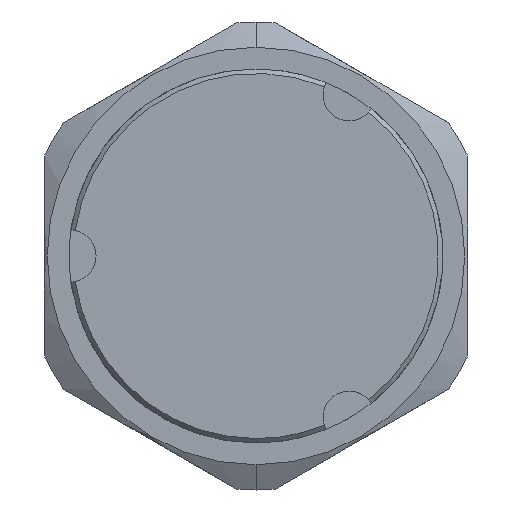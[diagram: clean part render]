
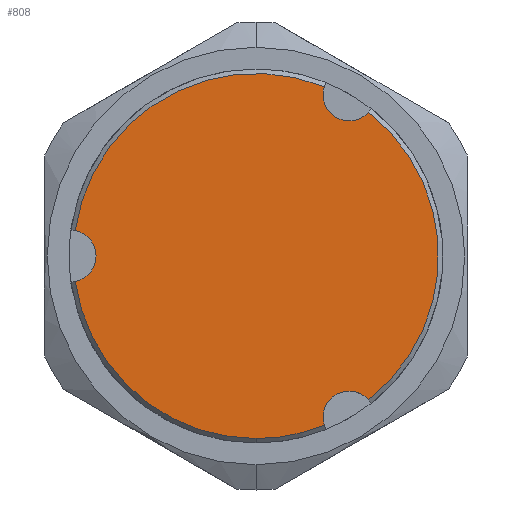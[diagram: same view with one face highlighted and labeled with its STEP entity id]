
A CAD part, left-side view. The second image highlights one B-rep face of the part: STEP entity #808.
In plain terms, the highlighted planar face has unit normal (-1, 0, 0).
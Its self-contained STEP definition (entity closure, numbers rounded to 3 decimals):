
#66 = CIRCLE ( 'NONE', #11184, 1.75 ) ;
#808 = ADVANCED_FACE ( 'NONE', ( #6358 ), #5172, .F. ) ;
#870 = VERTEX_POINT ( 'NONE', #1819 ) ;
#926 = CARTESIAN_POINT ( 'NONE',  ( -7.95, 0., 0. ) ) ;
#1125 = DIRECTION ( 'NONE',  ( -1., 0., 0. ) ) ;
#1553 = VERTEX_POINT ( 'NONE', #9818 ) ;
#1678 = EDGE_LOOP ( 'NONE', ( #12771, #16965, #9611, #11935, #16916, #6165, #12920, #7498 ) ) ;
#1723 = EDGE_CURVE ( 'NONE', #7311, #13925, #14656, .T. ) ;
#1799 = VERTEX_POINT ( 'NONE', #11573 ) ;
#1819 = CARTESIAN_POINT ( 'NONE',  ( -7.95, -6.275, -9.119 ) ) ;
#2198 = CARTESIAN_POINT ( 'NONE',  ( -7.95, 0., 0. ) ) ;
#2346 = CARTESIAN_POINT ( 'NONE',  ( -7.95, -6.275, -10.869 ) ) ;
#2445 = AXIS2_PLACEMENT_3D ( 'NONE', #4930, #14266, #7658 ) ;
#2471 = DIRECTION ( 'NONE',  ( 0., 0.866, -0.5 ) ) ;
#2594 = AXIS2_PLACEMENT_3D ( 'NONE', #12611, #3070, #5977 ) ;
#3070 = DIRECTION ( 'NONE',  ( -1., 0., 0. ) ) ;
#3099 = CARTESIAN_POINT ( 'NONE',  ( -7.95, 12.55, 0. ) ) ;
#3137 = CARTESIAN_POINT ( 'NONE',  ( -7.95, 0., -12.325 ) ) ;
#4205 = AXIS2_PLACEMENT_3D ( 'NONE', #2198, #6046, #15626 ) ;
#4415 = DIRECTION ( 'NONE',  ( -1., 0., 0. ) ) ;
#4874 = AXIS2_PLACEMENT_3D ( 'NONE', #10923, #5641, #5463 ) ;
#4930 = CARTESIAN_POINT ( 'NONE',  ( -7.95, 0., 0. ) ) ;
#4932 = CARTESIAN_POINT ( 'NONE',  ( -7.95, -6.275, 10.869 ) ) ;
#5172 = PLANE ( 'NONE',  #4874 ) ;
#5463 = DIRECTION ( 'NONE',  ( 0., 0., -1. ) ) ;
#5641 = DIRECTION ( 'NONE',  ( 1., 0., 0. ) ) ;
#5960 = CIRCLE ( 'NONE', #7112, 1.75 ) ;
#5977 = DIRECTION ( 'NONE',  ( 0., 0.866, -0.5 ) ) ;
#6046 = DIRECTION ( 'NONE',  ( -1., 0., 0. ) ) ;
#6139 = CIRCLE ( 'NONE', #4205, 12.325 ) ;
#6165 = ORIENTED_EDGE ( 'NONE', *, *, #1723, .T. ) ;
#6358 = FACE_OUTER_BOUND ( 'NONE', #1678, .T. ) ;
#6885 = CARTESIAN_POINT ( 'NONE',  ( -7.95, -7.588, -9.712 ) ) ;
#7112 = AXIS2_PLACEMENT_3D ( 'NONE', #2346, #1125, #2471 ) ;
#7214 = DIRECTION ( 'NONE',  ( -1., 0., 0. ) ) ;
#7311 = VERTEX_POINT ( 'NONE', #3137 ) ;
#7439 = CARTESIAN_POINT ( 'NONE',  ( -7.95, -4.617, -11.428 ) ) ;
#7453 = DIRECTION ( 'NONE',  ( 0., 0., 1. ) ) ;
#7498 = ORIENTED_EDGE ( 'NONE', *, *, #8187, .F. ) ;
#7557 = VERTEX_POINT ( 'NONE', #6885 ) ;
#7626 = VERTEX_POINT ( 'NONE', #7629 ) ;
#7629 = CARTESIAN_POINT ( 'NONE',  ( -7.95, -7.588, 9.712 ) ) ;
#7658 = DIRECTION ( 'NONE',  ( 0., 0., 1. ) ) ;
#7828 = CIRCLE ( 'NONE', #15890, 1.75 ) ;
#8187 = EDGE_CURVE ( 'NONE', #7557, #870, #5960, .T. ) ;
#9000 = DIRECTION ( 'NONE',  ( 0., -0.866, -0.5 ) ) ;
#9342 = CARTESIAN_POINT ( 'NONE',  ( -7.95, 12.205, -1.716 ) ) ;
#9611 = ORIENTED_EDGE ( 'NONE', *, *, #13124, .T. ) ;
#9818 = CARTESIAN_POINT ( 'NONE',  ( -7.95, -4.617, 11.428 ) ) ;
#9960 = AXIS2_PLACEMENT_3D ( 'NONE', #926, #11695, #10268 ) ;
#9989 = EDGE_CURVE ( 'NONE', #10955, #1799, #7828, .T. ) ;
#10268 = DIRECTION ( 'NONE',  ( 0., 0., 1. ) ) ;
#10677 = CIRCLE ( 'NONE', #2594, 1.75 ) ;
#10923 = CARTESIAN_POINT ( 'NONE',  ( -7.95, 0., 0. ) ) ;
#10955 = VERTEX_POINT ( 'NONE', #9342 ) ;
#11184 = AXIS2_PLACEMENT_3D ( 'NONE', #4932, #14333, #9000 ) ;
#11573 = CARTESIAN_POINT ( 'NONE',  ( -7.95, 12.205, 1.716 ) ) ;
#11695 = DIRECTION ( 'NONE',  ( -1., 0., 0. ) ) ;
#11783 = EDGE_CURVE ( 'NONE', #1553, #7626, #66, .T. ) ;
#11872 = EDGE_CURVE ( 'NONE', #10955, #7311, #16190, .T. ) ;
#11935 = ORIENTED_EDGE ( 'NONE', *, *, #9989, .F. ) ;
#12611 = CARTESIAN_POINT ( 'NONE',  ( -7.95, -6.275, -10.869 ) ) ;
#12771 = ORIENTED_EDGE ( 'NONE', *, *, #17284, .T. ) ;
#12920 = ORIENTED_EDGE ( 'NONE', *, *, #16323, .F. ) ;
#13124 = EDGE_CURVE ( 'NONE', #1553, #1799, #6139, .T. ) ;
#13594 = CIRCLE ( 'NONE', #15625, 12.325 ) ;
#13810 = DIRECTION ( 'NONE',  ( 0., 0., 1. ) ) ;
#13925 = VERTEX_POINT ( 'NONE', #7439 ) ;
#14266 = DIRECTION ( 'NONE',  ( -1., 0., 0. ) ) ;
#14333 = DIRECTION ( 'NONE',  ( -1., 0., 0. ) ) ;
#14656 = CIRCLE ( 'NONE', #2445, 12.325 ) ;
#15625 = AXIS2_PLACEMENT_3D ( 'NONE', #16718, #7214, #7453 ) ;
#15626 = DIRECTION ( 'NONE',  ( 0., 0., 1. ) ) ;
#15890 = AXIS2_PLACEMENT_3D ( 'NONE', #3099, #4415, #13810 ) ;
#16190 = CIRCLE ( 'NONE', #9960, 12.325 ) ;
#16323 = EDGE_CURVE ( 'NONE', #870, #13925, #10677, .T. ) ;
#16718 = CARTESIAN_POINT ( 'NONE',  ( -7.95, 0., 0. ) ) ;
#16916 = ORIENTED_EDGE ( 'NONE', *, *, #11872, .T. ) ;
#16965 = ORIENTED_EDGE ( 'NONE', *, *, #11783, .F. ) ;
#17284 = EDGE_CURVE ( 'NONE', #7557, #7626, #13594, .T. ) ;
